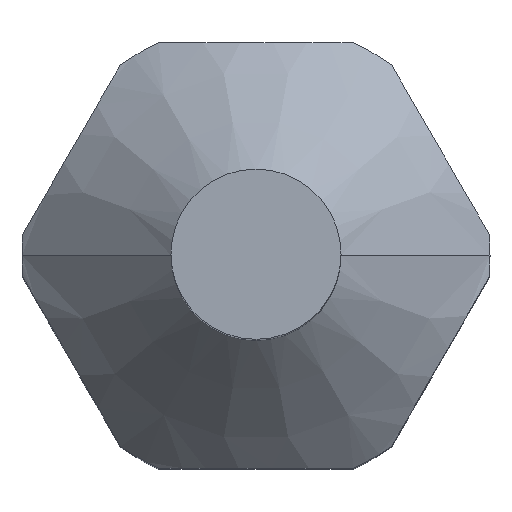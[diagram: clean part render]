
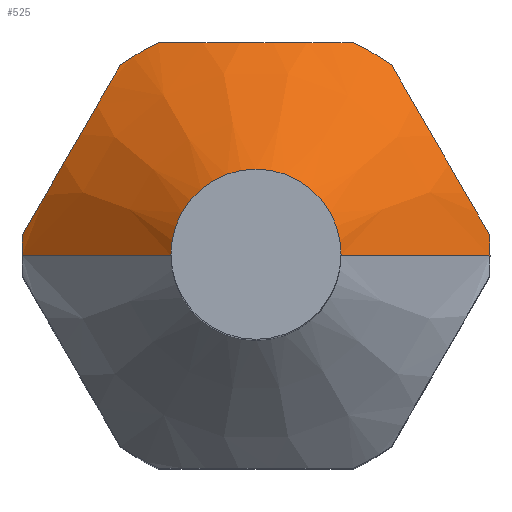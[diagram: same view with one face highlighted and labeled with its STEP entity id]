
A CAD part, top view. The second image highlights one B-rep face of the part: STEP entity #525.
In plain terms, the highlighted conical face has half-angle 45 degrees and reference radius 3.75 mm.
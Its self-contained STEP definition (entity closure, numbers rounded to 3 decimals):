
#197=EDGE_CURVE('',#201,#287,#557,.T.);
#201=VERTEX_POINT('',#562);
#223=VERTEX_POINT('',#585);
#265=EDGE_CURVE('',#309,#299,#632,.T.);
#287=VERTEX_POINT('',#658);
#293=EDGE_CURVE('',#309,#287,#664,.T.);
#299=VERTEX_POINT('',#670);
#309=VERTEX_POINT('',#682);
#323=EDGE_CURVE('',#495,#223,#698,.T.);
#325=EDGE_CURVE('',#425,#299,#700,.T.);
#345=EDGE_CURVE('',#359,#355,#722,.T.);
#355=VERTEX_POINT('',#733);
#359=VERTEX_POINT('',#738);
#377=EDGE_CURVE('',#201,#223,#757,.T.);
#397=EDGE_CURVE('',#425,#355,#777,.T.);
#425=VERTEX_POINT('',#807);
#459=EDGE_CURVE('',#359,#527,#847,.T.);
#469=EDGE_CURVE('',#527,#495,#859,.T.);
#495=VERTEX_POINT('',#887);
#525=ADVANCED_FACE('',(#920),#921,.T.);
#527=VERTEX_POINT('',#923);
#557=(B_SPLINE_CURVE(2,(#946,#947,#948),.UNSPECIFIED.,.F.,.F.)B_SPLINE_CURVE_WITH_KNOTS((3,3),(0.0,4.69),.UNSPECIFIED.)RATIONAL_B_SPLINE_CURVE((1.0,1.1,1.0))BOUNDED_CURVE()REPRESENTATION_ITEM('')GEOMETRIC_REPRESENTATION_ITEM()CURVE());
#562=CARTESIAN_POINT('',(-5.476,0.516,11.5));
#585=CARTESIAN_POINT('',(-5.5,0.,11.5));
#632=(B_SPLINE_CURVE(2,(#1062,#1063,#1064),.UNSPECIFIED.,.F.,.F.)B_SPLINE_CURVE_WITH_KNOTS((3,3),(0.0,4.69),.UNSPECIFIED.)RATIONAL_B_SPLINE_CURVE((1.0,1.1,1.0))BOUNDED_CURVE()REPRESENTATION_ITEM('')GEOMETRIC_REPRESENTATION_ITEM()CURVE());
#658=CARTESIAN_POINT('',(-3.184,4.484,11.5));
#664=CIRCLE('',#1153,5.5);
#670=CARTESIAN_POINT('',(2.291,5.0,11.5));
#682=CARTESIAN_POINT('',(-2.291,5.0,11.5));
#698=LINE('',#1194,#1195);
#700=CIRCLE('',#1198,5.5);
#722=CIRCLE('',#1247,5.5);
#733=CARTESIAN_POINT('',(5.476,0.516,11.5));
#738=CARTESIAN_POINT('',(5.5,0.,11.5));
#757=CIRCLE('',#1331,5.5);
#777=(B_SPLINE_CURVE(2,(#1362,#1363,#1364),.UNSPECIFIED.,.F.,.F.)B_SPLINE_CURVE_WITH_KNOTS((3,3),(0.0,4.69),.UNSPECIFIED.)RATIONAL_B_SPLINE_CURVE((1.0,1.1,1.0))BOUNDED_CURVE()REPRESENTATION_ITEM('')GEOMETRIC_REPRESENTATION_ITEM()CURVE());
#807=CARTESIAN_POINT('',(3.184,4.484,11.5));
#847=LINE('',#1492,#1493);
#859=CIRCLE('',#1508,2.0);
#887=CARTESIAN_POINT('',(-2.0,0.,15.0));
#920=FACE_OUTER_BOUND('',#1602,.T.);
#921=CONICAL_SURFACE('',#1603,3.75,0.785);
#923=CARTESIAN_POINT('',(2.0,0.,15.0));
#946=CARTESIAN_POINT('',(-5.476,0.516,11.5));
#947=CARTESIAN_POINT('',(-4.33,2.5,12.455));
#948=CARTESIAN_POINT('',(-3.184,4.484,11.5));
#1062=CARTESIAN_POINT('',(-2.291,5.0,11.5));
#1063=CARTESIAN_POINT('',(0.,5.0,12.455));
#1064=CARTESIAN_POINT('',(2.291,5.0,11.5));
#1153=AXIS2_PLACEMENT_3D('',#1767,#1768,#1769);
#1194=CARTESIAN_POINT('',(-3.75,0.,13.25));
#1195=VECTOR('',#1817,1.0);
#1198=AXIS2_PLACEMENT_3D('',#1818,#1819,#1820);
#1247=AXIS2_PLACEMENT_3D('',#1843,#1844,#1845);
#1331=AXIS2_PLACEMENT_3D('',#1871,#1872,#1873);
#1362=CARTESIAN_POINT('',(3.184,4.484,11.5));
#1363=CARTESIAN_POINT('',(4.33,2.5,12.455));
#1364=CARTESIAN_POINT('',(5.476,0.516,11.5));
#1492=CARTESIAN_POINT('',(3.75,0.,13.25));
#1493=VECTOR('',#1970,1.0);
#1508=AXIS2_PLACEMENT_3D('',#1989,#1990,#1991);
#1602=EDGE_LOOP('',(#2052,#2053,#2054,#2055,#2056,#2057,#2058,#2059,#2060,#2061));
#1603=AXIS2_PLACEMENT_3D('',#2062,#2063,#2064);
#1767=CARTESIAN_POINT('',(0.,0.,11.5));
#1768=DIRECTION('',(0.,0.,1.0));
#1769=DIRECTION('',(-1.0,0.,0.0));
#1817=DIRECTION('',(-0.707,0.,-0.707));
#1818=CARTESIAN_POINT('',(0.,0.,11.5));
#1819=DIRECTION('',(0.,0.,1.0));
#1820=DIRECTION('',(-1.0,0.,0.0));
#1843=CARTESIAN_POINT('',(0.,0.,11.5));
#1844=DIRECTION('',(0.,0.,1.0));
#1845=DIRECTION('',(-1.0,0.,0.0));
#1871=CARTESIAN_POINT('',(0.,0.,11.5));
#1872=DIRECTION('',(0.,0.,1.0));
#1873=DIRECTION('',(-1.0,0.,0.0));
#1970=DIRECTION('',(-0.707,0.,0.707));
#1989=CARTESIAN_POINT('',(0.,0.,15.0));
#1990=DIRECTION('',(0.,0.,1.0));
#1991=DIRECTION('',(-1.0,0.,0.0));
#2052=ORIENTED_EDGE('',*,*,#323,.F.);
#2053=ORIENTED_EDGE('',*,*,#469,.F.);
#2054=ORIENTED_EDGE('',*,*,#459,.F.);
#2055=ORIENTED_EDGE('',*,*,#345,.T.);
#2056=ORIENTED_EDGE('',*,*,#397,.F.);
#2057=ORIENTED_EDGE('',*,*,#325,.T.);
#2058=ORIENTED_EDGE('',*,*,#265,.F.);
#2059=ORIENTED_EDGE('',*,*,#293,.T.);
#2060=ORIENTED_EDGE('',*,*,#197,.F.);
#2061=ORIENTED_EDGE('',*,*,#377,.T.);
#2062=CARTESIAN_POINT('',(0.,0.,13.25));
#2063=DIRECTION('',(0.,0.,-1.0));
#2064=DIRECTION('',(-1.0,0.,0.0));
